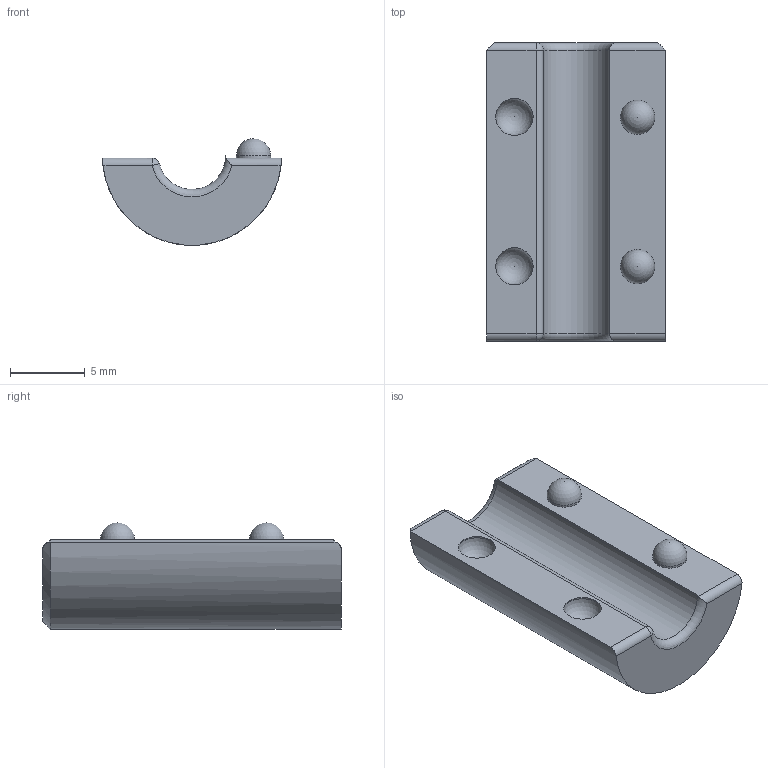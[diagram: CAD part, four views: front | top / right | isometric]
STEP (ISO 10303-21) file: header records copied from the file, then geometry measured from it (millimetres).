
FILE_DESCRIPTION(/* description */ (''),/* implementation_level */ '2;1');
FILE_NAME(/* name */ 'ucacheCableGlandAdapter.stp',/* time_stamp */ '2025-01-06T21:49:34-05:00',/* author */ ('derm'),/* organization */ (''),/* preprocessor_version */ 'ST-DEVELOPER v20',/* originating_system */ 'Autodesk Inventor 2025',/* authorisation */ '');
FILE_SCHEMA (('AUTOMOTIVE_DESIGN { 1 0 10303 214 3 1 1 }'));
Length unit declared in the file: millimetre
Products named in the file (1): ucacheCableGlandAdapter
Bounding box: 12 x 20 x 7.15 mm (x, y, z)
Volume: 943.5 mm3; surface area: 764 mm2
Topology: 1 solids, 1 shells, 25 faces, 61 edges, 38 vertices
Faces by surface type: cylinder 11, sphere 6, plane 5, torus 2, cone 1
Full cylindrical faces by diameter (mm): 2.3 x2, 2.5 x2
Entity records: 817 total; most frequent: CARTESIAN_POINT 195, DIRECTION 128, ORIENTED_EDGE 114, EDGE_CURVE 57, AXIS2_PLACEMENT_3D 55, VERTEX_POINT 38, EDGE_LOOP 29, CIRCLE 29
